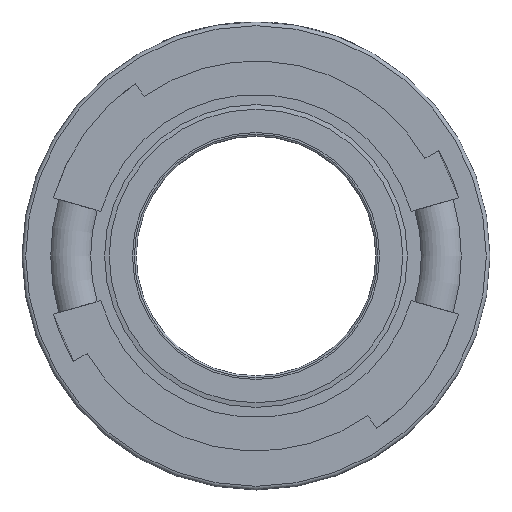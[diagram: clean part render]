
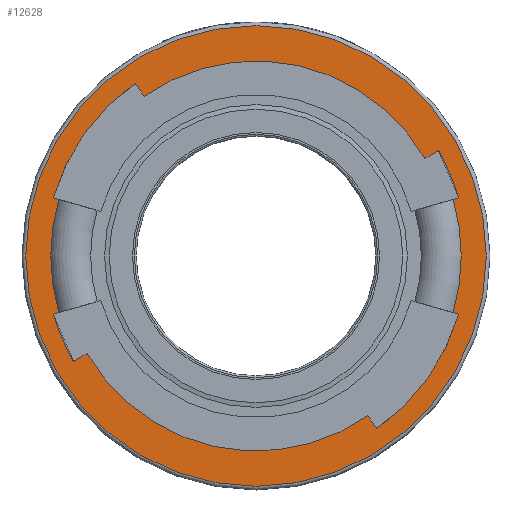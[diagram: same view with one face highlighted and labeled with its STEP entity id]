
A CAD part, left-side view. The second image highlights one B-rep face of the part: STEP entity #12628.
In plain terms, the highlighted planar face has unit normal (-1, 0, 0).
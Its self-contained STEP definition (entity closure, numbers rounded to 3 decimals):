
#8 = AXIS2_PLACEMENT_3D ( 'NONE', #20021, #4540, #10891 ) ;
#10 = ORIENTED_EDGE ( 'NONE', *, *, #6916, .T. ) ;
#171 = VECTOR ( 'NONE', #2498, 1000. ) ;
#280 = CIRCLE ( 'NONE', #14155, 52.5 ) ;
#403 = DIRECTION ( 'NONE',  ( 1., 0., 0. ) ) ;
#539 = CARTESIAN_POINT ( 'NONE',  ( 0.75, -32.55, -46.487 ) ) ;
#721 = AXIS2_PLACEMENT_3D ( 'NONE', #10192, #16291, #15047 ) ;
#796 = CARTESIAN_POINT ( 'NONE',  ( 0.75, -62.687, -62. ) ) ;
#1126 = CARTESIAN_POINT ( 'NONE',  ( 0.75, -32.55, -46.487 ) ) ;
#1157 = CIRCLE ( 'NONE', #5140, 52.5 ) ;
#1815 = VECTOR ( 'NONE', #5296, 1000. ) ;
#1983 = LINE ( 'NONE', #13061, #7435 ) ;
#2013 = DIRECTION ( 'NONE',  ( 0., 0.574, 0.819 ) ) ;
#2048 = EDGE_CURVE ( 'NONE', #13155, #15386, #12442, .T. ) ;
#2053 = LINE ( 'NONE', #7024, #3551 ) ;
#2250 = EDGE_CURVE ( 'NONE', #14700, #11177, #11533, .T. ) ;
#2253 = CARTESIAN_POINT ( 'NONE',  ( 0.75, 0., 0. ) ) ;
#2267 = ORIENTED_EDGE ( 'NONE', *, *, #10189, .T. ) ;
#2498 = DIRECTION ( 'NONE',  ( 0., -0.866, 0.5 ) ) ;
#2543 = VECTOR ( 'NONE', #18419, 1000. ) ;
#2609 = EDGE_CURVE ( 'NONE', #18407, #20399, #11160, .T. ) ;
#2757 = AXIS2_PLACEMENT_3D ( 'NONE', #12701, #9693, #15803 ) ;
#2823 = CARTESIAN_POINT ( 'NONE',  ( 0.75, 0., -62. ) ) ;
#2839 = CARTESIAN_POINT ( 'NONE',  ( 0.75, 45.466, -26.25 ) ) ;
#3063 = CARTESIAN_POINT ( 'NONE',  ( 0.75, -49.793, -14.278 ) ) ;
#3080 = CARTESIAN_POINT ( 'NONE',  ( 0.75, 32.55, 46.487 ) ) ;
#3259 = CIRCLE ( 'NONE', #11570, 56.75 ) ;
#3551 = VECTOR ( 'NONE', #8373, 1000. ) ;
#3567 = EDGE_LOOP ( 'NONE', ( #15709 ) ) ;
#3575 = DIRECTION ( 'NONE',  ( 0., 0., 1. ) ) ;
#3627 = CARTESIAN_POINT ( 'NONE',  ( 0.75, -30.113, -43.005 ) ) ;
#3756 = EDGE_CURVE ( 'NONE', #11692, #9824, #2053, .T. ) ;
#3784 = VERTEX_POINT ( 'NONE', #18283 ) ;
#4299 = DIRECTION ( 'NONE',  ( 1., 0., 0. ) ) ;
#4335 = AXIS2_PLACEMENT_3D ( 'NONE', #796, #16214, #3575 ) ;
#4540 = DIRECTION ( 'NONE',  ( 1., 0., 0. ) ) ;
#4652 = CARTESIAN_POINT ( 'NONE',  ( 0.75, 49.793, -14.278 ) ) ;
#4827 = EDGE_CURVE ( 'NONE', #5624, #18407, #19995, .T. ) ;
#4945 = ORIENTED_EDGE ( 'NONE', *, *, #5852, .T. ) ;
#4949 = CARTESIAN_POINT ( 'NONE',  ( 0.75, 0., 0. ) ) ;
#4985 = ORIENTED_EDGE ( 'NONE', *, *, #4827, .T. ) ;
#5007 = DIRECTION ( 'NONE',  ( 0., -0.961, -0.276 ) ) ;
#5024 = DIRECTION ( 'NONE',  ( 1., 0., 0. ) ) ;
#5050 = DIRECTION ( 'NONE',  ( 0., -0.574, -0.819 ) ) ;
#5140 = AXIS2_PLACEMENT_3D ( 'NONE', #12995, #5024, #2013 ) ;
#5217 = ORIENTED_EDGE ( 'NONE', *, *, #20096, .T. ) ;
#5296 = DIRECTION ( 'NONE',  ( 0., 0.574, 0.819 ) ) ;
#5355 = FACE_OUTER_BOUND ( 'NONE', #3567, .T. ) ;
#5578 = VERTEX_POINT ( 'NONE', #6091 ) ;
#5624 = VERTEX_POINT ( 'NONE', #11076 ) ;
#5815 = ORIENTED_EDGE ( 'NONE', *, *, #8127, .T. ) ;
#5852 = EDGE_CURVE ( 'NONE', #3784, #14700, #7384, .T. ) ;
#6091 = CARTESIAN_POINT ( 'NONE',  ( 0.75, 49.793, 14.278 ) ) ;
#6885 = ORIENTED_EDGE ( 'NONE', *, *, #3756, .T. ) ;
#6909 = CIRCLE ( 'NONE', #12527, 56.75 ) ;
#6916 = EDGE_CURVE ( 'NONE', #9824, #13155, #1157, .T. ) ;
#7024 = CARTESIAN_POINT ( 'NONE',  ( 0.75, 32.55, 46.487 ) ) ;
#7384 = CIRCLE ( 'NONE', #2757, 56.75 ) ;
#7435 = VECTOR ( 'NONE', #11122, 1000. ) ;
#7521 = DIRECTION ( 'NONE',  ( 0., 0.961, 0.276 ) ) ;
#7655 = VECTOR ( 'NONE', #17252, 1000. ) ;
#7828 = DIRECTION ( 'NONE',  ( 0., 0.961, 0.276 ) ) ;
#8127 = EDGE_CURVE ( 'NONE', #17490, #5578, #19138, .T. ) ;
#8373 = DIRECTION ( 'NONE',  ( 0., -0.574, -0.819 ) ) ;
#8453 = FACE_BOUND ( 'NONE', #9614, .T. ) ;
#8677 = VERTEX_POINT ( 'NONE', #9092 ) ;
#8742 = DIRECTION ( 'NONE',  ( 1., 0., 0. ) ) ;
#8947 = ORIENTED_EDGE ( 'NONE', *, *, #17807, .T. ) ;
#9092 = CARTESIAN_POINT ( 'NONE',  ( 0.75, 54.552, 15.642 ) ) ;
#9614 = EDGE_LOOP ( 'NONE', ( #20120, #5815, #18268, #18001, #6885, #10, #10030, #8947, #17187, #2267, #12885, #4945, #11292, #5217, #4985, #14171 ) ) ;
#9693 = DIRECTION ( 'NONE',  ( 1., 0., 0. ) ) ;
#9756 = VERTEX_POINT ( 'NONE', #13341 ) ;
#9824 = VERTEX_POINT ( 'NONE', #12595 ) ;
#10030 = ORIENTED_EDGE ( 'NONE', *, *, #2048, .T. ) ;
#10189 = EDGE_CURVE ( 'NONE', #17576, #14091, #10997, .T. ) ;
#10192 = CARTESIAN_POINT ( 'NONE',  ( 0.75, 0., 0. ) ) ;
#10241 = EDGE_CURVE ( 'NONE', #15264, #15264, #12607, .T. ) ;
#10559 = CARTESIAN_POINT ( 'NONE',  ( 0.75, -49.793, 14.278 ) ) ;
#10880 = CARTESIAN_POINT ( 'NONE',  ( 0.75, 49.793, 14.278 ) ) ;
#10891 = DIRECTION ( 'NONE',  ( 0., 0.961, 0.276 ) ) ;
#10997 = CIRCLE ( 'NONE', #20163, 51.8 ) ;
#11068 = CARTESIAN_POINT ( 'NONE',  ( 0.75, 0., 0. ) ) ;
#11076 = CARTESIAN_POINT ( 'NONE',  ( 0.75, 45.466, -26.25 ) ) ;
#11122 = DIRECTION ( 'NONE',  ( 0., -0.961, -0.276 ) ) ;
#11160 = CIRCLE ( 'NONE', #14780, 56.75 ) ;
#11177 = VERTEX_POINT ( 'NONE', #3627 ) ;
#11193 = EDGE_CURVE ( 'NONE', #14091, #3784, #1983, .T. ) ;
#11292 = ORIENTED_EDGE ( 'NONE', *, *, #2250, .T. ) ;
#11533 = LINE ( 'NONE', #539, #1815 ) ;
#11570 = AXIS2_PLACEMENT_3D ( 'NONE', #11068, #4299, #7828 ) ;
#11692 = VERTEX_POINT ( 'NONE', #3080 ) ;
#12442 = LINE ( 'NONE', #18416, #171 ) ;
#12470 = EDGE_CURVE ( 'NONE', #5578, #8677, #15396, .T. ) ;
#12527 = AXIS2_PLACEMENT_3D ( 'NONE', #18252, #8742, #15072 ) ;
#12595 = CARTESIAN_POINT ( 'NONE',  ( 0.75, 30.113, 43.005 ) ) ;
#12607 = CIRCLE ( 'NONE', #721, 62. ) ;
#12628 = ADVANCED_FACE ( 'NONE', ( #5355, #8453 ), #18159, .T. ) ;
#12701 = CARTESIAN_POINT ( 'NONE',  ( 0.75, 0., 0. ) ) ;
#12885 = ORIENTED_EDGE ( 'NONE', *, *, #11193, .T. ) ;
#12995 = CARTESIAN_POINT ( 'NONE',  ( 0.75, 0., 0. ) ) ;
#13061 = CARTESIAN_POINT ( 'NONE',  ( 0.75, -49.793, -14.278 ) ) ;
#13155 = VERTEX_POINT ( 'NONE', #14386 ) ;
#13341 = CARTESIAN_POINT ( 'NONE',  ( 0.75, -54.552, 15.642 ) ) ;
#14091 = VERTEX_POINT ( 'NONE', #3063 ) ;
#14092 = EDGE_CURVE ( 'NONE', #9756, #17576, #15502, .T. ) ;
#14155 = AXIS2_PLACEMENT_3D ( 'NONE', #4949, #17455, #5050 ) ;
#14171 = ORIENTED_EDGE ( 'NONE', *, *, #2609, .T. ) ;
#14226 = CARTESIAN_POINT ( 'NONE',  ( 0.75, 0., 0. ) ) ;
#14386 = CARTESIAN_POINT ( 'NONE',  ( 0.75, -45.466, 26.25 ) ) ;
#14431 = DIRECTION ( 'NONE',  ( 1., 0., 0. ) ) ;
#14700 = VERTEX_POINT ( 'NONE', #1126 ) ;
#14780 = AXIS2_PLACEMENT_3D ( 'NONE', #2253, #403, #14894 ) ;
#14863 = CARTESIAN_POINT ( 'NONE',  ( 0.75, 54.552, -15.642 ) ) ;
#14876 = CARTESIAN_POINT ( 'NONE',  ( 0.75, 49.147, -28.375 ) ) ;
#14894 = DIRECTION ( 'NONE',  ( 0., 0.866, -0.5 ) ) ;
#14948 = VECTOR ( 'NONE', #7521, 1000. ) ;
#15047 = DIRECTION ( 'NONE',  ( 0., 0., -1. ) ) ;
#15072 = DIRECTION ( 'NONE',  ( 0., -0.866, 0.5 ) ) ;
#15245 = LINE ( 'NONE', #15445, #2543 ) ;
#15264 = VERTEX_POINT ( 'NONE', #2823 ) ;
#15386 = VERTEX_POINT ( 'NONE', #16951 ) ;
#15396 = LINE ( 'NONE', #10880, #14948 ) ;
#15445 = CARTESIAN_POINT ( 'NONE',  ( 0.75, 54.552, -15.642 ) ) ;
#15502 = LINE ( 'NONE', #17351, #7655 ) ;
#15709 = ORIENTED_EDGE ( 'NONE', *, *, #10241, .F. ) ;
#15803 = DIRECTION ( 'NONE',  ( 0., -0.961, -0.276 ) ) ;
#16214 = DIRECTION ( 'NONE',  ( -1., 0., 0. ) ) ;
#16291 = DIRECTION ( 'NONE',  ( 1., 0., 0. ) ) ;
#16951 = CARTESIAN_POINT ( 'NONE',  ( 0.75, -49.147, 28.375 ) ) ;
#17142 = EDGE_CURVE ( 'NONE', #20399, #17490, #15245, .T. ) ;
#17187 = ORIENTED_EDGE ( 'NONE', *, *, #14092, .T. ) ;
#17252 = DIRECTION ( 'NONE',  ( 0., 0.961, -0.276 ) ) ;
#17351 = CARTESIAN_POINT ( 'NONE',  ( 0.75, -54.552, 15.642 ) ) ;
#17455 = DIRECTION ( 'NONE',  ( 1., 0., 0. ) ) ;
#17490 = VERTEX_POINT ( 'NONE', #4652 ) ;
#17576 = VERTEX_POINT ( 'NONE', #10559 ) ;
#17690 = EDGE_CURVE ( 'NONE', #8677, #11692, #3259, .T. ) ;
#17807 = EDGE_CURVE ( 'NONE', #15386, #9756, #6909, .T. ) ;
#18001 = ORIENTED_EDGE ( 'NONE', *, *, #17690, .T. ) ;
#18159 = PLANE ( 'NONE',  #4335 ) ;
#18252 = CARTESIAN_POINT ( 'NONE',  ( 0.75, 0., 0. ) ) ;
#18268 = ORIENTED_EDGE ( 'NONE', *, *, #12470, .T. ) ;
#18283 = CARTESIAN_POINT ( 'NONE',  ( 0.75, -54.552, -15.642 ) ) ;
#18407 = VERTEX_POINT ( 'NONE', #14876 ) ;
#18416 = CARTESIAN_POINT ( 'NONE',  ( 0.75, -45.466, 26.25 ) ) ;
#18419 = DIRECTION ( 'NONE',  ( 0., -0.961, 0.276 ) ) ;
#19138 = CIRCLE ( 'NONE', #8, 51.8 ) ;
#19412 = VECTOR ( 'NONE', #20093, 1000. ) ;
#19995 = LINE ( 'NONE', #2839, #19412 ) ;
#20021 = CARTESIAN_POINT ( 'NONE',  ( 0.75, 0., 0. ) ) ;
#20093 = DIRECTION ( 'NONE',  ( 0., 0.866, -0.5 ) ) ;
#20096 = EDGE_CURVE ( 'NONE', #11177, #5624, #280, .T. ) ;
#20120 = ORIENTED_EDGE ( 'NONE', *, *, #17142, .T. ) ;
#20163 = AXIS2_PLACEMENT_3D ( 'NONE', #14226, #14431, #5007 ) ;
#20399 = VERTEX_POINT ( 'NONE', #14863 ) ;
